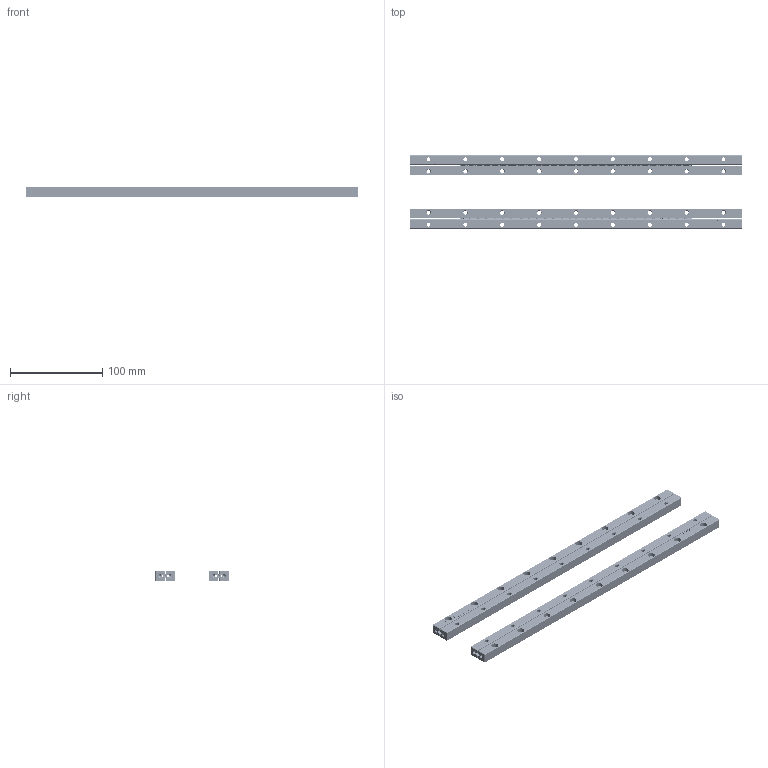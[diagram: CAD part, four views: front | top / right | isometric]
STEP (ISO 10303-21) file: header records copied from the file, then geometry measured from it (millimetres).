
FILE_DESCRIPTION(/* description */ (''),/* implementation_level */ '2;1');
FILE_NAME(/* name */ 'Set RSDE-4360x54KRE-ACC_stp.stp',/* time_stamp */ '2025-03-12T11:53:20+01:00',/* author */ (''),/* organization */ (''),/* preprocessor_version */ 'ST-DEVELOPER v16.7',/* originating_system */ 'SIEMENS PLM Software NX 12.0',/* authorisation */ '');
FILE_SCHEMA (('AUTOMOTIVE_DESIGN { 1 0 10303 214 3 1 1 1 }'));
Products named in the file (1): Set RSDE-4360x54KRE-ACC_stp
Bounding box: 360 x 80 x 11 mm (x, y, z)
Volume: 152550.9 mm3; surface area: 95005.9 mm2
Topology: 132 solids, 132 shells, 8444 faces, 23650 edges, 15534 vertices
Faces by surface type: plane 4532, cylinder 2304, torus 872, bspline 360, cone 284, extrusion 92
Full cylindrical faces by diameter (mm): 0.5 x464, 1.5 x8, 2 x108, 2.6 x8, 3.2 x8, 4 x108, 4.2 x36, 7.5 x36
Entity records: 284613 total; most frequent: CARTESIAN_POINT 61124, ORIENTED_EDGE 44440, DIRECTION 43578, EDGE_CURVE 22220, VERTEX_POINT 15168, AXIS2_PLACEMENT_3D 14857, VECTOR 13864, LINE 13772
